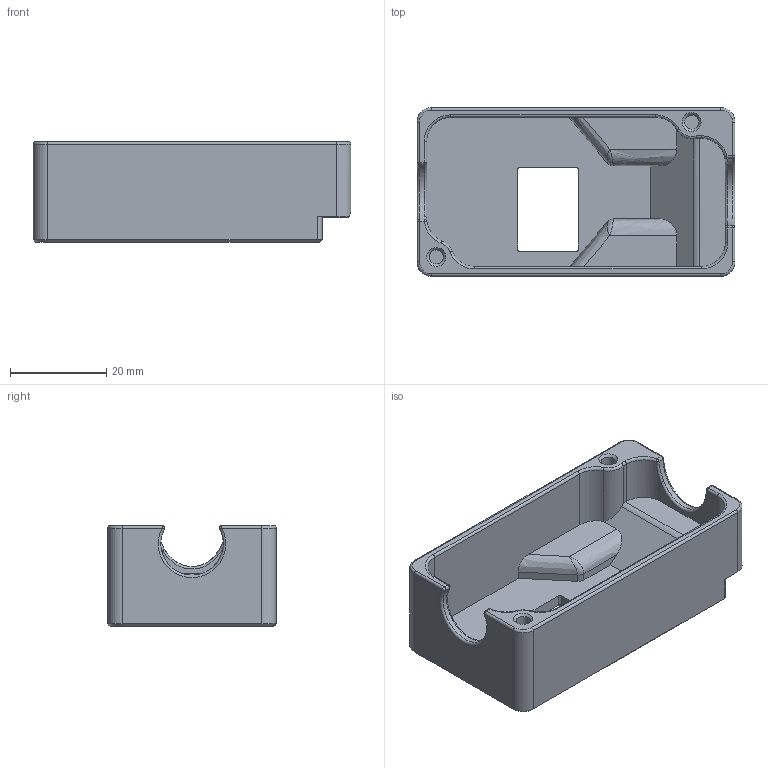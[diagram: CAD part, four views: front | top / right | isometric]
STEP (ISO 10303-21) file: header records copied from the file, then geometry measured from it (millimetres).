
FILE_DESCRIPTION((''),'2;1');
FILE_NAME('Extended Junction Box-Base-2-RT.stp','2015-12-23T09:35:13',('Riley Tsunoda'),(''),'Autodesk Inventor 2013','Autodesk Inventor 2013','');
FILE_SCHEMA(('AUTOMOTIVE_DESIGN { 1 0 10303 214 1 1 1 1 }'));
Length unit declared in the file: millimetre
Products named in the file (1): Extended Junction Box-2-RT
Bounding box: 66 x 35 x 20.9 mm (x, y, z)
Volume: 15286.4 mm3; surface area: 11331.5 mm2
Topology: 1 solids, 1 shells, 134 faces, 315 edges, 183 vertices
Faces by surface type: plane 44, cylinder 41, torus 16, cone 14, bspline 11, sphere 8
Full cylindrical faces by diameter (mm): 2.95 x2, 4 x2
Entity records: 4120 total; most frequent: CARTESIAN_POINT 1081, DIRECTION 660, ORIENTED_EDGE 598, EDGE_CURVE 299, AXIS2_PLACEMENT_3D 253, VERTEX_POINT 181, VECTOR 154, LINE 154
